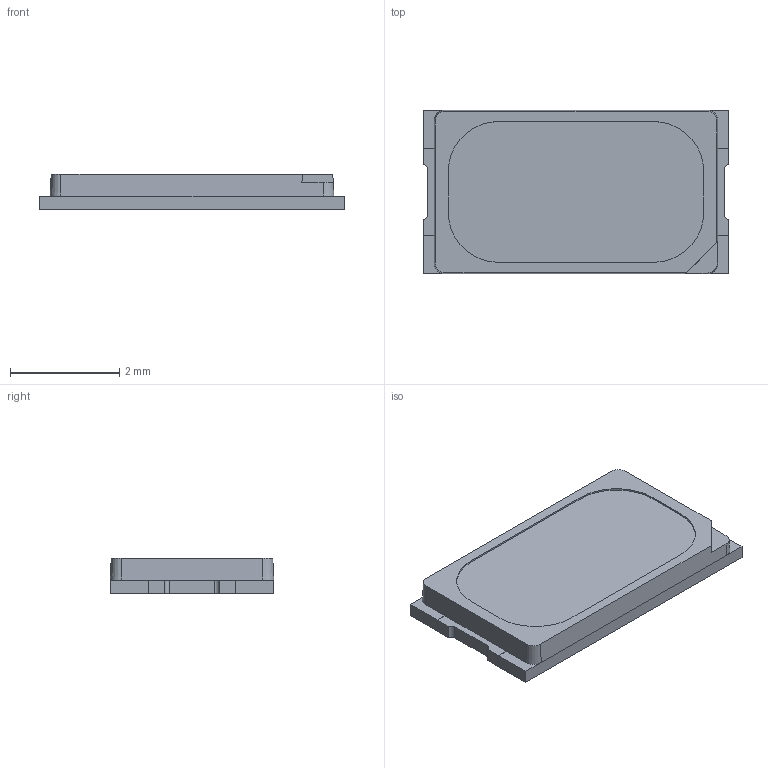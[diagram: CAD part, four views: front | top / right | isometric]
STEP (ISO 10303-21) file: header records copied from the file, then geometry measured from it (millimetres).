
FILE_DESCRIPTION((''),'2;1');
FILE_NAME('62-127D_ASM','2013-10-22T',('kenchen'),(''),'PRO/ENGINEER BY PARAMETRIC TECHNOLOGY CORPORATION, 2009360','PRO/ENGINEER BY PARAMETRIC TECHNOLOGY CORPORATION, 2009360','');
FILE_SCHEMA(('CONFIG_CONTROL_DESIGN'));
Length unit declared in the file: millimetre
Products named in the file (3): 62-127-2; 62-127D-1; 62-127D_ASM
Assembly tree (2 placements, depth 2):
  62-127D_ASM
    62-127-2
    62-127D-1
Bounding box: 5.6 x 3 x 0.65 mm (x, y, z)
Volume: 10 mm3; surface area: 62.5 mm2
Topology: 3 solids, 3 shells, 63 faces, 160 edges, 104 vertices
Faces by surface type: plane 51, cylinder 8, cone 4
Entity records: 1960 total; most frequent: CARTESIAN_POINT 332, DIRECTION 320, ORIENTED_EDGE 320, EDGE_CURVE 160, VECTOR 136, LINE 136, VERTEX_POINT 104, AXIS2_PLACEMENT_3D 92
